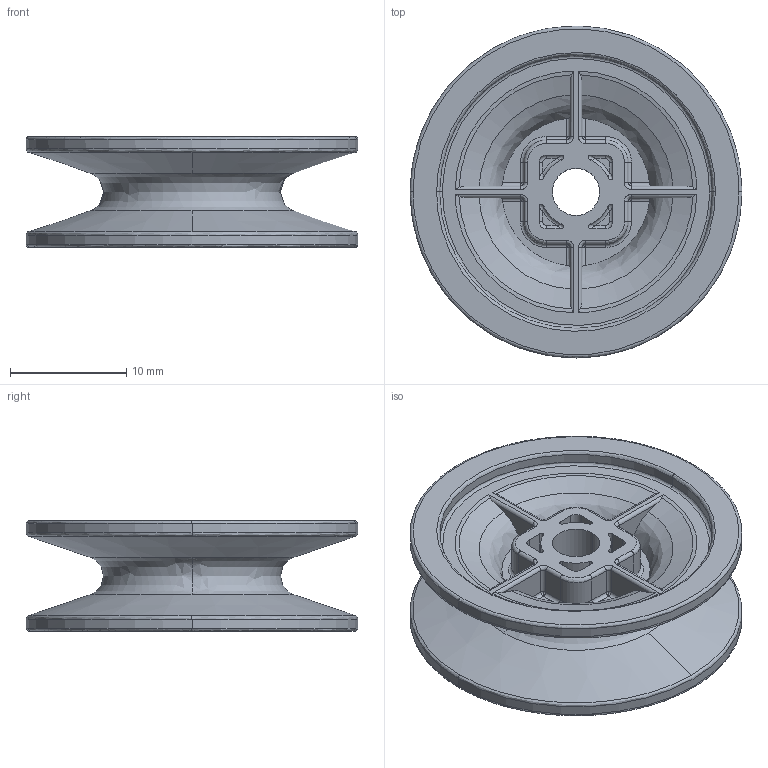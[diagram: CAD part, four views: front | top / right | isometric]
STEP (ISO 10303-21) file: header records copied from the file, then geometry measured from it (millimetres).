
FILE_DESCRIPTION (( 'STEP AP203' ), '1' );
FILE_NAME ('276-1546-005 Rev3.STEP', '2010-12-13T22:19:15', ( '' ), ( '' ), 'SwSTEP 2.0', 'SolidWorks 2010', '' );
FILE_SCHEMA (( 'CONFIG_CONTROL_DESIGN' ));
Length unit declared in the file: inch
Products named in the file (1): 276-1546-005 Rev3
Bounding box: 28.57 x 28.57 x 9.53 mm (x, y, z)
Volume: 2064.5 mm3; surface area: 3262 mm2
Topology: 1 solids, 1 shells, 375 faces, 908 edges, 490 vertices
Faces by surface type: bspline 148, cylinder 146, plane 61, cone 12, torus 8
Entity records: 14987 total; most frequent: CARTESIAN_POINT 7384, ORIENTED_EDGE 1704, DIRECTION 1434, EDGE_CURVE 852, AXIS2_PLACEMENT_3D 578, VERTEX_POINT 490, EDGE_LOOP 388, ADVANCED_FACE 375
